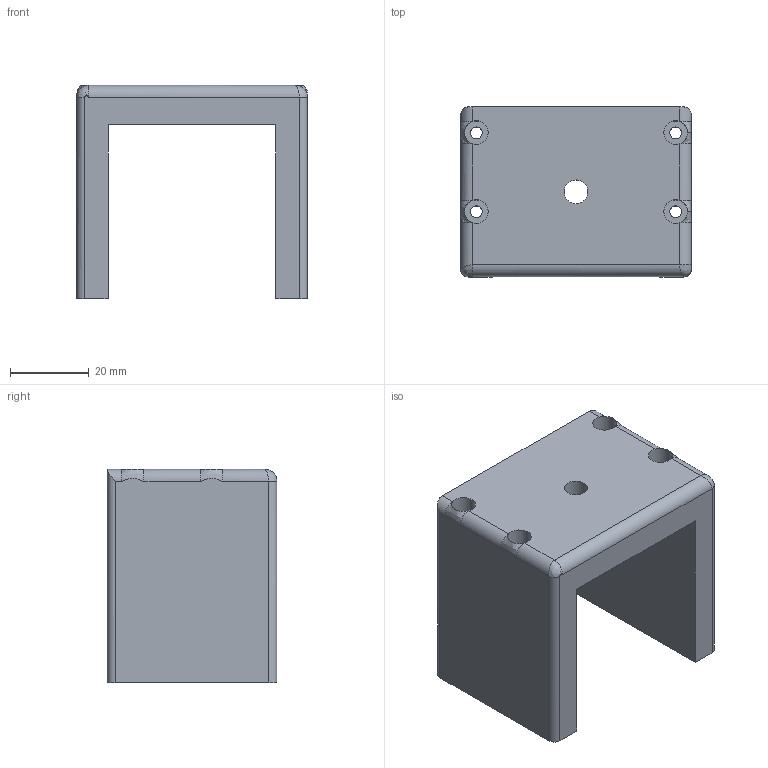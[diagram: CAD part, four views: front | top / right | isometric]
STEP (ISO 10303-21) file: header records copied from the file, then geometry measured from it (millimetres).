
FILE_DESCRIPTION(('FreeCAD Model'),'2;1');
FILE_NAME('Table Holder Base Motor Legs.step','2015-07-13T16:05:24',('Author'),(''), 'Open CASCADE STEP processor 6.8','FreeCAD','Unknown');
FILE_SCHEMA(('AUTOMOTIVE_DESIGN_CC2 { 1 2 10303 214 -1 1 5 4 }'));
Length unit declared in the file: millimetre
Products named in the file (1): Fillet
Bounding box: 58.5 x 43 x 54 mm (x, y, z)
Volume: 49787.3 mm3; surface area: 19285.7 mm2
Topology: 1 solids, 1 shells, 42 faces, 106 edges, 66 vertices
Faces by surface type: cylinder 20, plane 14, bspline 8
Full cylindrical faces by diameter (mm): 3 x4, 6 x5
Entity records: 4304 total; most frequent: CARTESIAN_POINT 2298, DIRECTION 334, ORIENTED_EDGE 212, PCURVE 212, DEFINITIONAL_REPRESENTATION 212, LINE 186, VECTOR 186, EDGE_CURVE 106
